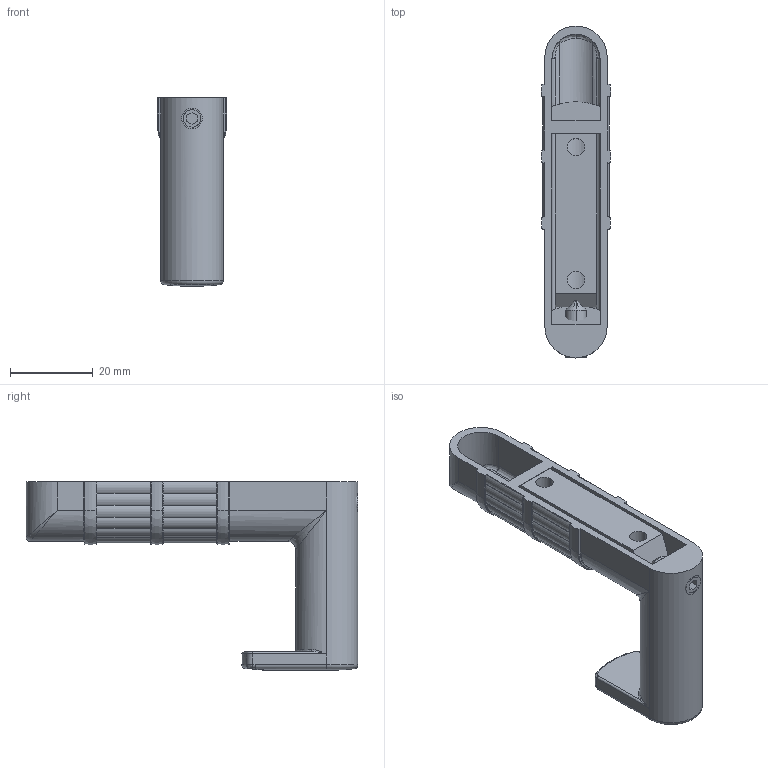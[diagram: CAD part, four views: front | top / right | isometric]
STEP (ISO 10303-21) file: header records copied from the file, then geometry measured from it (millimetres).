
FILE_DESCRIPTION(('Creo Elements/Direct Modeling STEP Export'),'2;1');
FILE_NAME('2628.stp','2023-08-30T13:58:23',(''),(''),'Creo Elements/Direct Modeling STEP processor for AP214 (Solid Model)','Creo Elements/Direct Modeling 20.0 12-Nov-2016 (C) Parametric Technology GmbH','');
FILE_SCHEMA(('AUTOMOTIVE_DESIGN { 1 0 10303 214 1 1 1 1 }'));
Length unit declared in the file: millimetre
Products named in the file (5): ZN-12143; D914M5X14S1.1.1; Montageteil; ZN-12146; ZN-12140
Assembly tree (4 placements, depth 3):
  ZN-12140
    ZN-12146
      Montageteil
    D914M5X14S1.1.1
    ZN-12143
Bounding box: 16.65 x 80 x 45.5 mm (x, y, z)
Volume: 15466.5 mm3; surface area: 10775.9 mm2
Topology: 3 solids, 3 shells, 949 faces, 2511 edges, 1571 vertices
Faces by surface type: plane 494, torus 222, cylinder 189, bspline 38, cone 6
Entity records: 32800 total; most frequent: CARTESIAN_POINT 8519, DIRECTION 5631, ORIENTED_EDGE 4994, EDGE_CURVE 2497, AXIS2_PLACEMENT_3D 2408, VERTEX_POINT 1571, EDGE_LOOP 972, FACE_OUTER_BOUND 949
